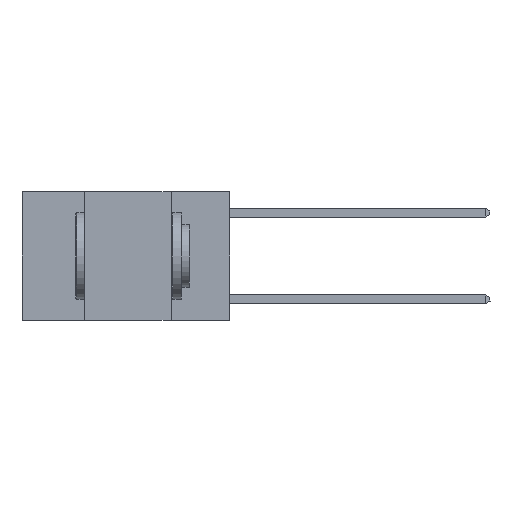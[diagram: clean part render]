
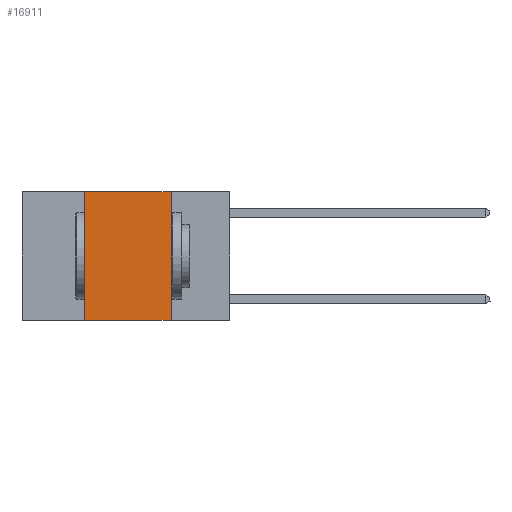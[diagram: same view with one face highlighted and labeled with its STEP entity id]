
A CAD part, left-side view. The second image highlights one B-rep face of the part: STEP entity #16911.
In plain terms, the highlighted planar face has unit normal (-1, 0, 0).
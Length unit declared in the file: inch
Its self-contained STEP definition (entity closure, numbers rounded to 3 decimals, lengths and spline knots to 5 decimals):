
#209 = EDGE_CURVE ( 'NONE', #5189, #17155, #11882, .T. ) ;
#405 = DIRECTION ( 'NONE',  ( 0., -1., 0. ) ) ;
#958 = VECTOR ( 'NONE', #2498, 39.37008 ) ;
#2498 = DIRECTION ( 'NONE',  ( 0., 0., -1. ) ) ;
#2866 = CARTESIAN_POINT ( 'NONE',  ( 0., 0.6, 0. ) ) ;
#3867 = VECTOR ( 'NONE', #405, 39.37008 ) ;
#4316 = LINE ( 'NONE', #14940, #11829 ) ;
#4400 = DIRECTION ( 'NONE',  ( 0., 0., -1. ) ) ;
#5027 = EDGE_CURVE ( 'NONE', #15985, #10768, #11845, .T. ) ;
#5189 = VERTEX_POINT ( 'NONE', #11321 ) ;
#5867 = PLANE ( 'NONE',  #14595 ) ;
#6046 = EDGE_CURVE ( 'NONE', #15985, #5189, #4316, .T. ) ;
#7062 = EDGE_CURVE ( 'NONE', #17155, #10768, #9472, .T. ) ;
#7480 = CARTESIAN_POINT ( 'NONE',  ( 0., 0.17, -0.37 ) ) ;
#9030 = DIRECTION ( 'NONE',  ( 0., 0., 1. ) ) ;
#9123 = CARTESIAN_POINT ( 'NONE',  ( 0., 0.6, 0. ) ) ;
#9472 = LINE ( 'NONE', #10016, #958 ) ;
#10016 = CARTESIAN_POINT ( 'NONE',  ( 0., 0.17, 0. ) ) ;
#10316 = ORIENTED_EDGE ( 'NONE', *, *, #7062, .F. ) ;
#10422 = EDGE_LOOP ( 'NONE', ( #10316, #11660, #11677, #12387 ) ) ;
#10768 = VERTEX_POINT ( 'NONE', #7480 ) ;
#11321 = CARTESIAN_POINT ( 'NONE',  ( 0., 0.42, 0. ) ) ;
#11660 = ORIENTED_EDGE ( 'NONE', *, *, #209, .F. ) ;
#11677 = ORIENTED_EDGE ( 'NONE', *, *, #6046, .F. ) ;
#11829 = VECTOR ( 'NONE', #9030, 39.37008 ) ;
#11845 = LINE ( 'NONE', #18418, #3867 ) ;
#11882 = LINE ( 'NONE', #9123, #19343 ) ;
#12387 = ORIENTED_EDGE ( 'NONE', *, *, #5027, .T. ) ;
#12465 = CARTESIAN_POINT ( 'NONE',  ( 0., 0.42, -0.37 ) ) ;
#13435 = DIRECTION ( 'NONE',  ( 1., 0., 0. ) ) ;
#13819 = DIRECTION ( 'NONE',  ( 0., -1., 0. ) ) ;
#13971 = CARTESIAN_POINT ( 'NONE',  ( 0., 0.17, 0. ) ) ;
#14595 = AXIS2_PLACEMENT_3D ( 'NONE', #2866, #13435, #4400 ) ;
#14940 = CARTESIAN_POINT ( 'NONE',  ( 0., 0.42, 0. ) ) ;
#15985 = VERTEX_POINT ( 'NONE', #12465 ) ;
#16911 = ADVANCED_FACE ( 'NONE', ( #17641 ), #5867, .F. ) ;
#17155 = VERTEX_POINT ( 'NONE', #13971 ) ;
#17641 = FACE_OUTER_BOUND ( 'NONE', #10422, .T. ) ;
#18418 = CARTESIAN_POINT ( 'NONE',  ( 0., 0.6, -0.37 ) ) ;
#19343 = VECTOR ( 'NONE', #13819, 39.37008 ) ;
